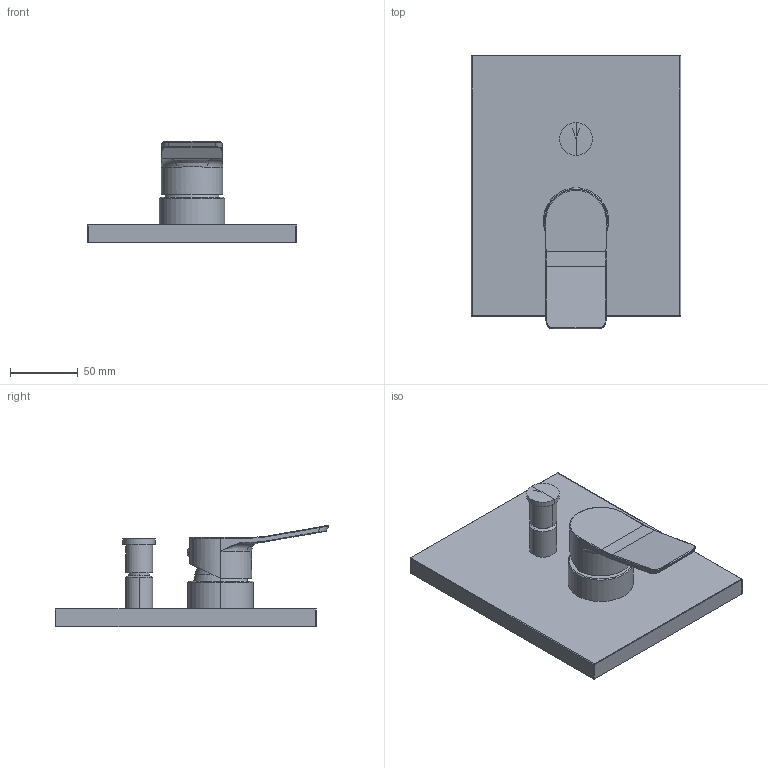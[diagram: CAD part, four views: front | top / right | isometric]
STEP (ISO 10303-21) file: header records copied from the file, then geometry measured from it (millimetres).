
FILE_DESCRIPTION((''),'2;1');
FILE_NAME('TIBOX015CR','2021-11-09T08:15:12',('ut3'),('PAFFONI SpA'),'CREO PARAMETRIC BY PTC INC, 2020044','CREO PARAMETRIC BY PTC INC, 2020044','');
FILE_SCHEMA(('CONFIG_CONTROL_DESIGN','SHAPE_APPEARANCE_LAYERS_GROUPS'));
Length unit declared in the file: millimetre
Products named in the file (1): TIBOX015CR
Bounding box: 154 x 201.33 x 74.55 mm (x, y, z)
Volume: 457704.8 mm3; surface area: 97520.5 mm2
Topology: 2 solids, 2 shells, 176 faces, 416 edges, 248 vertices
Faces by surface type: cylinder 66, plane 53, cone 29, bspline 13, torus 9, sphere 6
Entity records: 7642 total; most frequent: CARTESIAN_POINT 2355, DIRECTION 847, ORIENTED_EDGE 824, EDGE_CURVE 412, AXIS2_PLACEMENT_3D 332, VERTEX_POINT 248, EDGE_LOOP 194, VECTOR 183
